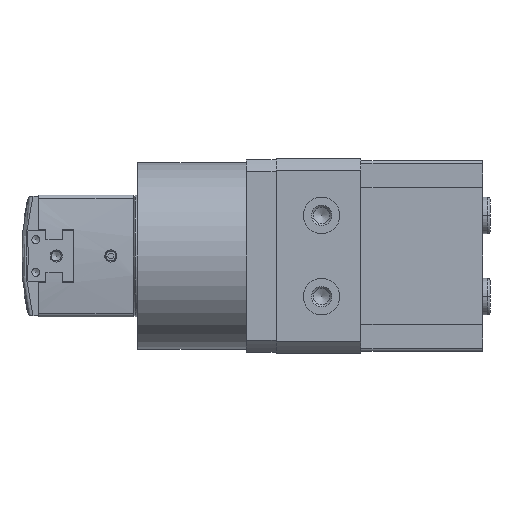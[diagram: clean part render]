
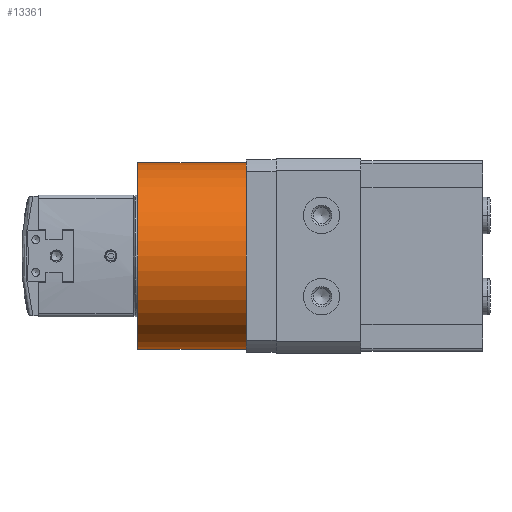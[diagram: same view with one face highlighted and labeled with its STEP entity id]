
A CAD part, left-side view. The second image highlights one B-rep face of the part: STEP entity #13361.
In plain terms, the highlighted cylindrical face has radius 23 mm (diameter 46 mm), a partial arc.
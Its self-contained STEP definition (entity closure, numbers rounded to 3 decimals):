
#388=CYLINDRICAL_SURFACE('',#16117,23.);
#779=CIRCLE('',#16019,23.);
#786=CIRCLE('',#16027,23.);
#3124=ORIENTED_EDGE('',*,*,#5565,.T.);
#3125=ORIENTED_EDGE('',*,*,#5727,.F.);
#3126=ORIENTED_EDGE('',*,*,#5580,.T.);
#3127=ORIENTED_EDGE('',*,*,#5715,.F.);
#5565=EDGE_CURVE('',#7148,#7149,#779,.F.);
#5580=EDGE_CURVE('',#7164,#7162,#786,.T.);
#5715=EDGE_CURVE('',#7148,#7162,#8467,.T.);
#5727=EDGE_CURVE('',#7164,#7149,#8478,.F.);
#7148=VERTEX_POINT('',#22585);
#7149=VERTEX_POINT('',#22586);
#7162=VERTEX_POINT('',#22614);
#7164=VERTEX_POINT('',#22617);
#8467=LINE('',#22902,#9654);
#8478=LINE('',#22924,#9665);
#9654=VECTOR('',#18896,1000.);
#9665=VECTOR('',#18921,1000.);
#10808=EDGE_LOOP('',(#3124,#3125,#3126,#3127));
#11926=FACE_BOUND('',#10808,.T.);
#13361=ADVANCED_FACE('',(#11926),#388,.T.);
#16019=AXIS2_PLACEMENT_3D('',#22584,#18644,#18645);
#16027=AXIS2_PLACEMENT_3D('',#22616,#18668,#18669);
#16117=AXIS2_PLACEMENT_3D('',#22948,#18960,#18961);
#18644=DIRECTION('',(0.,1.,0.));
#18645=DIRECTION('',(0.,0.,1.));
#18668=DIRECTION('',(0.,1.,0.));
#18669=DIRECTION('',(1.,0.,0.));
#18896=DIRECTION('',(0.,-1.,0.));
#18921=DIRECTION('',(0.,-1.,0.));
#18960=DIRECTION('',(0.,-1.,0.));
#18961=DIRECTION('',(0.,0.,-1.));
#22584=CARTESIAN_POINT('',(0.,26.8,0.));
#22585=CARTESIAN_POINT('',(-22.924,26.8,-1.865));
#22586=CARTESIAN_POINT('',(22.924,26.8,-1.865));
#22614=CARTESIAN_POINT('',(-22.924,0.,-1.865));
#22616=CARTESIAN_POINT('',(0.,0.,0.));
#22617=CARTESIAN_POINT('',(22.924,0.,-1.865));
#22902=CARTESIAN_POINT('',(-22.924,15.,-1.865));
#22924=CARTESIAN_POINT('',(22.924,15.,-1.865));
#22948=CARTESIAN_POINT('',(0.,30.,0.));
